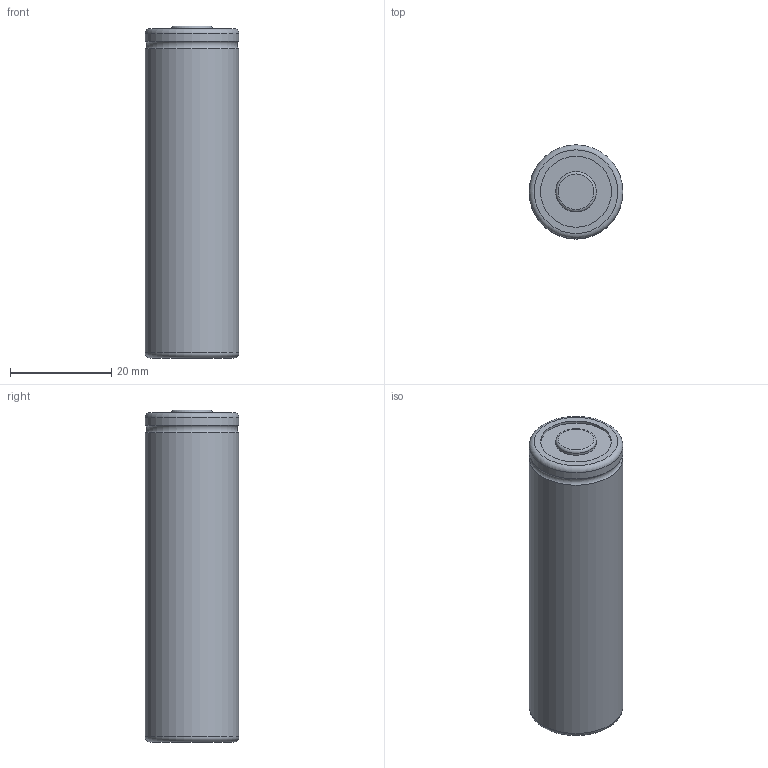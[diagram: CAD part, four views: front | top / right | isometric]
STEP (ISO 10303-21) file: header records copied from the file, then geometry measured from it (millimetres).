
FILE_DESCRIPTION(/* description */ (''),/* implementation_level */ '2;1');
FILE_NAME(/* name */ '8a29e157-d863-43b1-9dd6-2ae79a77cec1.stp',/* time_stamp */ '2020-09-23T17:16:55+00:00',/* author */ (''),/* organization */ (''),/* preprocessor_version */ 'ST-DEVELOPER v18.1',/* originating_system */ 'Autodesk Translation Framework v9.3.0.1241',/* authorisation */ '');
FILE_SCHEMA (('AUTOMOTIVE_DESIGN { 1 0 10303 214 3 1 1 }'));
Length unit declared in the file: millimetre
Products named in the file (3): 18650 Battery; Component1; Component2
Assembly tree (2 placements, depth 2):
  18650 Battery
    Component1
    Component2
Bounding box: 18.5 x 18.5 x 65.5 mm (x, y, z)
Volume: 17399.7 mm3; surface area: 4415.8 mm2
Topology: 2 solids, 2 shells, 14 faces, 22 edges, 14 vertices
Faces by surface type: plane 6, torus 4, cylinder 4
Full cylindrical faces by diameter (mm): 8 x1, 14 x1, 18.5 x2
Entity records: 413 total; most frequent: DIRECTION 78, CARTESIAN_POINT 55, ORIENTED_EDGE 44, AXIS2_PLACEMENT_3D 37, EDGE_CURVE 22, CIRCLE 18, EDGE_LOOP 16, FACE_OUTER_BOUND 14
